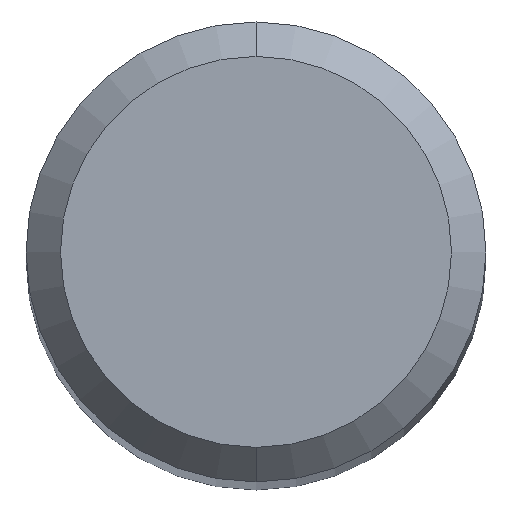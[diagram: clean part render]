
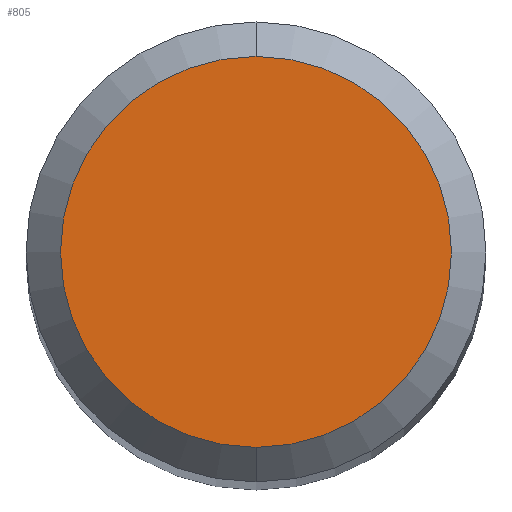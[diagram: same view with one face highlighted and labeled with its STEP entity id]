
A CAD part, top view. The second image highlights one B-rep face of the part: STEP entity #805.
In plain terms, the highlighted planar face has unit normal (0, 0, 1).
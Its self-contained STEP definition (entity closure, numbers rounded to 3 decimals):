
#455=VERTEX_POINT('',#1121);
#591=VERTEX_POINT('',#1270);
#663=EDGE_CURVE('',#591,#455,#1348,.T.);
#805=ADVANCED_FACE('',(#1502),#1503,.T.);
#885=EDGE_CURVE('',#455,#591,#1589,.T.);
#1121=CARTESIAN_POINT('',(0.0,1.7,0.0));
#1270=CARTESIAN_POINT('',(0.,-1.7,0.0));
#1348=CIRCLE('',#3355,1.7);
#1502=FACE_OUTER_BOUND('',#4011,.T.);
#1503=PLANE('',#4012);
#1589=CIRCLE('',#4479,1.7);
#3355=AXIS2_PLACEMENT_3D('',#5321,#5322,#5323);
#4011=EDGE_LOOP('',(#5471,#5472));
#4012=AXIS2_PLACEMENT_3D('',#5473,#5474,#5475);
#4479=AXIS2_PLACEMENT_3D('',#5563,#5564,#5565);
#5321=CARTESIAN_POINT('',(0.0,0.0,0.0));
#5322=DIRECTION('',(0.0,0.0,-1.0));
#5323=DIRECTION('',(0.0,1.0,0.0));
#5471=ORIENTED_EDGE('',*,*,#885,.F.);
#5472=ORIENTED_EDGE('',*,*,#663,.F.);
#5473=CARTESIAN_POINT('',(0.0,0.85,0.0));
#5474=DIRECTION('',(-0.0,0.0,1.0));
#5475=DIRECTION('',(0.0,-1.0,0.0));
#5563=CARTESIAN_POINT('',(0.0,0.0,0.0));
#5564=DIRECTION('',(0.0,0.0,-1.0));
#5565=DIRECTION('',(0.0,1.0,0.0));
